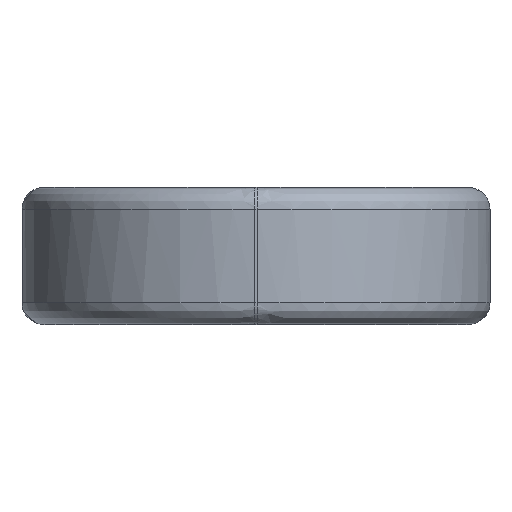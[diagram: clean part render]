
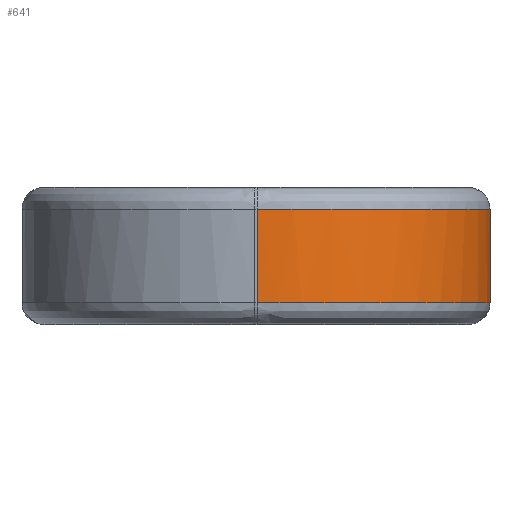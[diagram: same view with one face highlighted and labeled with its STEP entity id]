
A CAD part, front view. The second image highlights one B-rep face of the part: STEP entity #641.
In plain terms, the highlighted free-form (B-spline) face has degree [2, 1] with [3, 2] control points.
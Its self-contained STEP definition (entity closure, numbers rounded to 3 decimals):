
#136 = VERTEX_POINT('',#137);
#137 = CARTESIAN_POINT('',(0.05,-89.781,
    1.009));
#167 = VERTEX_POINT('',#168);
#168 = CARTESIAN_POINT('',(10.844,-78.987,1.009)
  );
#174 = EDGE_CURVE('',#167,#136,#175,.T.);
#175 = ( BOUNDED_CURVE() B_SPLINE_CURVE(2,(#176,#177,#178),
.UNSPECIFIED.,.F.,.F.) B_SPLINE_CURVE_WITH_KNOTS((3,3),(5.498,
7.069),.PIECEWISE_BEZIER_KNOTS.) CURVE() 
GEOMETRIC_REPRESENTATION_ITEM() RATIONAL_B_SPLINE_CURVE((1.,
0.707,1.)) REPRESENTATION_ITEM('') );
#176 = CARTESIAN_POINT('',(10.844,-78.987,1.009)
  );
#177 = CARTESIAN_POINT('',(10.844,-89.781,1.009
    ));
#178 = CARTESIAN_POINT('',(0.05,-89.781,
    1.009));
#298 = VERTEX_POINT('',#299);
#299 = CARTESIAN_POINT('',(10.844,-78.987,5.346)
  );
#304 = EDGE_CURVE('',#167,#298,#305,.T.);
#305 = B_SPLINE_CURVE_WITH_KNOTS('',1,(#306,#307),.UNSPECIFIED.,.F.,.F.,
  (2,2),(1.,5.3),.PIECEWISE_BEZIER_KNOTS.);
#306 = CARTESIAN_POINT('',(10.844,-78.987,1.009)
  );
#307 = CARTESIAN_POINT('',(10.844,-78.987,5.346)
  );
#416 = VERTEX_POINT('',#417);
#417 = CARTESIAN_POINT('',(0.05,-89.781,
    5.346));
#460 = EDGE_CURVE('',#416,#298,#461,.T.);
#461 = ( BOUNDED_CURVE() B_SPLINE_CURVE(2,(#462,#463,#464),
.UNSPECIFIED.,.F.,.F.) B_SPLINE_CURVE_WITH_KNOTS((3,3),(5.498,
7.069),.PIECEWISE_BEZIER_KNOTS.) CURVE() 
GEOMETRIC_REPRESENTATION_ITEM() RATIONAL_B_SPLINE_CURVE((1.,
0.707,1.)) REPRESENTATION_ITEM('') );
#462 = CARTESIAN_POINT('',(0.05,-89.781,
    5.346));
#463 = CARTESIAN_POINT('',(10.844,-89.781,5.346
    ));
#464 = CARTESIAN_POINT('',(10.844,-78.987,5.346)
  );
#641 = ADVANCED_FACE('',(#642),#652,.T.);
#642 = FACE_BOUND('',#643,.T.);
#643 = EDGE_LOOP('',(#644,#645,#646,#647));
#644 = ORIENTED_EDGE('',*,*,#174,.F.);
#645 = ORIENTED_EDGE('',*,*,#304,.T.);
#646 = ORIENTED_EDGE('',*,*,#460,.F.);
#647 = ORIENTED_EDGE('',*,*,#648,.F.);
#648 = EDGE_CURVE('',#136,#416,#649,.T.);
#649 = B_SPLINE_CURVE_WITH_KNOTS('',1,(#650,#651),.UNSPECIFIED.,.F.,.F.,
  (2,2),(1.,5.3),.PIECEWISE_BEZIER_KNOTS.);
#650 = CARTESIAN_POINT('',(0.05,-89.781,
    1.009));
#651 = CARTESIAN_POINT('',(0.05,-89.781,
    5.346));
#652 = ( BOUNDED_SURFACE() B_SPLINE_SURFACE(2,1,(
    (#653,#654)
    ,(#655,#656)
,(#657,#658
    )),.UNSPECIFIED.,.F.,.F.,.F.) B_SPLINE_SURFACE_WITH_KNOTS((3,3),(2,2
    ),(0.,1.571),(1.,5.3),.PIECEWISE_BEZIER_KNOTS.) 
GEOMETRIC_REPRESENTATION_ITEM() RATIONAL_B_SPLINE_SURFACE((
    (1.,1.)
    ,(0.707,0.707)
,(1.,1.))) REPRESENTATION_ITEM('') SURFACE() );
#653 = CARTESIAN_POINT('',(0.05,-89.781,
    1.009));
#654 = CARTESIAN_POINT('',(0.05,-89.781,
    5.346));
#655 = CARTESIAN_POINT('',(10.844,-89.781,1.009
    ));
#656 = CARTESIAN_POINT('',(10.844,-89.781,5.346
    ));
#657 = CARTESIAN_POINT('',(10.844,-78.987,1.009)
  );
#658 = CARTESIAN_POINT('',(10.844,-78.987,5.346)
  );
